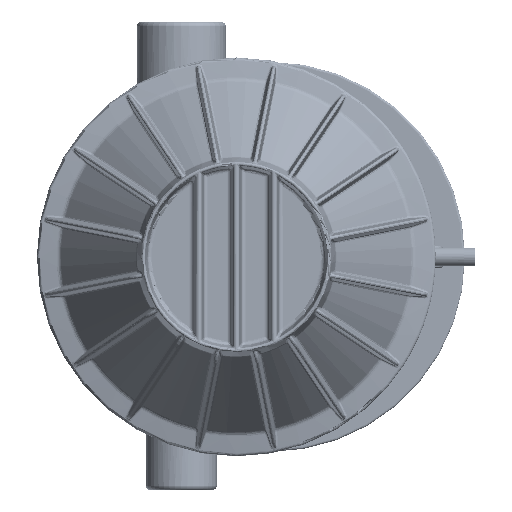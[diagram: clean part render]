
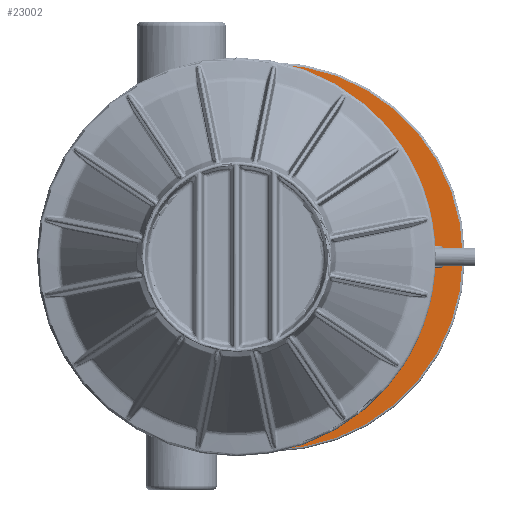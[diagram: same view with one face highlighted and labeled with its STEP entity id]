
A CAD part, front view. The second image highlights one B-rep face of the part: STEP entity #23002.
In plain terms, the highlighted planar face has unit normal (0, -1, 0).
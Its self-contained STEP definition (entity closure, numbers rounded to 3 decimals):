
#23002=ADVANCED_FACE('',(#28184,#28185),#26661,.F.);
#26661=PLANE('',#78648);
#28184=FACE_BOUND('',#31062,.T.);
#28185=FACE_BOUND('',#31063,.T.);
#31062=EDGE_LOOP('',(#42634));
#31063=EDGE_LOOP('',(#42635));
#42634=ORIENTED_EDGE('',*,*,#67317,.T.);
#42635=ORIENTED_EDGE('',*,*,#67318,.T.);
#58961=VERTEX_POINT('',#123540);
#58962=VERTEX_POINT('',#123542);
#67317=EDGE_CURVE('',#58961,#58961,#74672,.T.);
#67318=EDGE_CURVE('',#58962,#58962,#74673,.T.);
#74672=CIRCLE('',#78646,320.);
#74673=CIRCLE('',#78647,435.);
#78646=AXIS2_PLACEMENT_3D('',#123539,#88883,#88884);
#78647=AXIS2_PLACEMENT_3D('',#123541,#88885,#88886);
#78648=AXIS2_PLACEMENT_3D('',#123543,#88887,#88888);
#88883=DIRECTION('',(0.,1.,0.));
#88884=DIRECTION('',(0.,0.,1.));
#88885=DIRECTION('',(0.,-1.,0.));
#88886=DIRECTION('',(0.,0.,1.));
#88887=DIRECTION('',(0.,1.,0.));
#88888=DIRECTION('',(0.,0.,1.));
#123539=CARTESIAN_POINT('',(0.,-70.,0.));
#123540=CARTESIAN_POINT('',(0.,-70.,320.));
#123541=CARTESIAN_POINT('',(0.,-70.,0.));
#123542=CARTESIAN_POINT('',(0.,-70.,435.));
#123543=CARTESIAN_POINT('',(-430.,-70.,0.));
